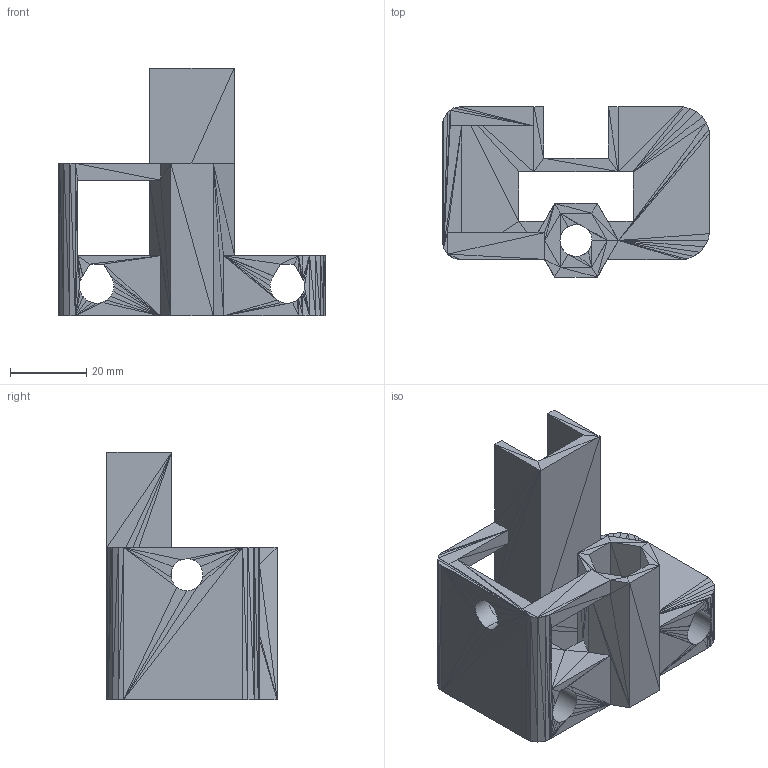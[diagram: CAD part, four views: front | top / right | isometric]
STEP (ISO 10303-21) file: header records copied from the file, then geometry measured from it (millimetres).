
FILE_DESCRIPTION (( 'STEP AP214' ), '1' );
FILE_NAME ('x-end-idler.STEP', '2012-06-16T17:11:54', ( '' ), ( '' ), 'SwSTEP 2.0', 'SolidWorks 2011', '' );
FILE_SCHEMA (( 'AUTOMOTIVE_DESIGN' ));
Length unit declared in the file: metre
Products named in the file (1): x-end-idler
Bounding box: 70 x 44.65 x 65 mm (x, y, z)
Volume: 43672.9 mm3; surface area: 23505.6 mm2
Topology: 1 solids, 1 shells, 632 faces, 1152 edges, 504 vertices
Faces by surface type: plane 618, cylinder 14
Entity records: 14430 total; most frequent: DIRECTION 2583, CARTESIAN_POINT 2523, ORIENTED_EDGE 2304, EDGE_CURVE 1152, AXIS2_PLACEMENT_3D 876, VECTOR 831, LINE 831, EDGE_LOOP 636
